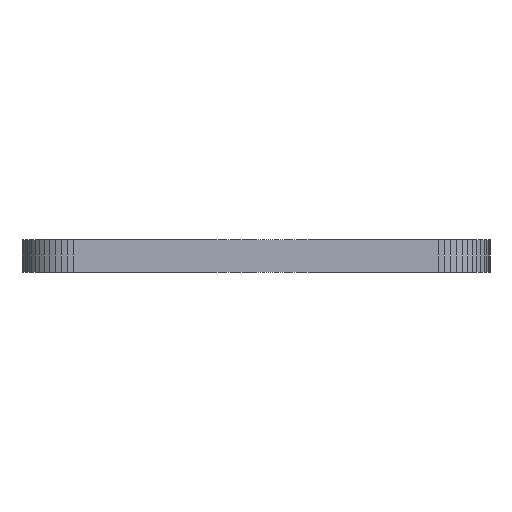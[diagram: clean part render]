
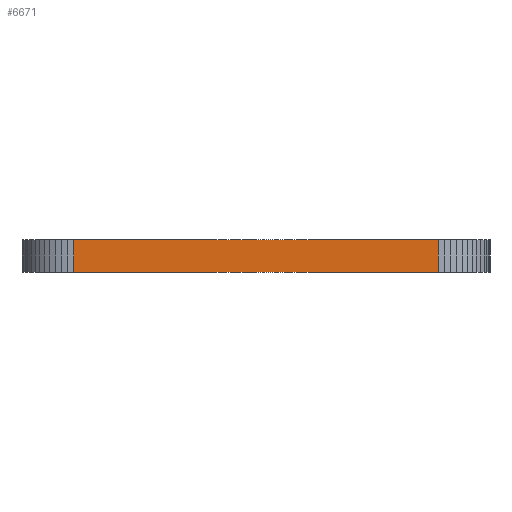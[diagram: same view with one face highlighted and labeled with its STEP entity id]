
A CAD part, front view. The second image highlights one B-rep face of the part: STEP entity #6671.
In plain terms, the highlighted planar face has unit normal (0, -1, 0).
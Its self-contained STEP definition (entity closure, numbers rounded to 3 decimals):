
#90 = PLANE('',#91);
#91 = AXIS2_PLACEMENT_3D('',#92,#93,#94);
#92 = CARTESIAN_POINT('',(148.501,-105.004,1.6));
#93 = DIRECTION('',(-0.,-0.,-1.));
#94 = DIRECTION('',(-1.,0.,0.));
#144 = PLANE('',#145);
#145 = AXIS2_PLACEMENT_3D('',#146,#147,#148);
#146 = CARTESIAN_POINT('',(148.501,-105.004,0.));
#147 = DIRECTION('',(-0.,-0.,-1.));
#148 = DIRECTION('',(-1.,0.,0.));
#953 = VERTEX_POINT('',#954);
#954 = CARTESIAN_POINT('',(157.391,-134.849,0.));
#968 = PLANE('',#969);
#969 = AXIS2_PLACEMENT_3D('',#970,#971,#972);
#970 = CARTESIAN_POINT('',(157.697,-134.83,0.));
#971 = DIRECTION('',(0.06,-0.998,0.));
#972 = DIRECTION('',(-0.998,-0.06,0.));
#980 = EDGE_CURVE('',#953,#981,#983,.T.);
#981 = VERTEX_POINT('',#982);
#982 = CARTESIAN_POINT('',(139.611,-134.849,0.));
#983 = SURFACE_CURVE('',#984,(#988,#995),.PCURVE_S1.);
#984 = LINE('',#985,#986);
#985 = CARTESIAN_POINT('',(157.391,-134.849,0.));
#986 = VECTOR('',#987,1.);
#987 = DIRECTION('',(-1.,0.,0.));
#988 = PCURVE('',#144,#989);
#989 = DEFINITIONAL_REPRESENTATION('',(#990),#994);
#990 = LINE('',#991,#992);
#991 = CARTESIAN_POINT('',(-8.89,-29.845));
#992 = VECTOR('',#993,1.);
#993 = DIRECTION('',(1.,0.));
#994 = ( GEOMETRIC_REPRESENTATION_CONTEXT(2) 
PARAMETRIC_REPRESENTATION_CONTEXT() REPRESENTATION_CONTEXT('2D SPACE',''
  ) );
#995 = PCURVE('',#996,#1001);
#996 = PLANE('',#997);
#997 = AXIS2_PLACEMENT_3D('',#998,#999,#1000);
#998 = CARTESIAN_POINT('',(157.391,-134.849,0.));
#999 = DIRECTION('',(0.,-1.,0.));
#1000 = DIRECTION('',(-1.,0.,0.));
#1001 = DEFINITIONAL_REPRESENTATION('',(#1002),#1006);
#1002 = LINE('',#1003,#1004);
#1003 = CARTESIAN_POINT('',(0.,-0.));
#1004 = VECTOR('',#1005,1.);
#1005 = DIRECTION('',(1.,0.));
#1006 = ( GEOMETRIC_REPRESENTATION_CONTEXT(2) 
PARAMETRIC_REPRESENTATION_CONTEXT() REPRESENTATION_CONTEXT('2D SPACE',''
  ) );
#1024 = PLANE('',#1025);
#1025 = AXIS2_PLACEMENT_3D('',#1026,#1027,#1028);
#1026 = CARTESIAN_POINT('',(139.611,-134.849,0.));
#1027 = DIRECTION('',(-0.06,-0.998,0.));
#1028 = DIRECTION('',(-0.998,0.06,0.));
#3581 = VERTEX_POINT('',#3582);
#3582 = CARTESIAN_POINT('',(157.391,-134.849,1.6));
#3603 = EDGE_CURVE('',#3581,#3604,#3606,.T.);
#3604 = VERTEX_POINT('',#3605);
#3605 = CARTESIAN_POINT('',(139.611,-134.849,1.6));
#3606 = SURFACE_CURVE('',#3607,(#3611,#3618),.PCURVE_S1.);
#3607 = LINE('',#3608,#3609);
#3608 = CARTESIAN_POINT('',(157.391,-134.849,1.6));
#3609 = VECTOR('',#3610,1.);
#3610 = DIRECTION('',(-1.,0.,0.));
#3611 = PCURVE('',#90,#3612);
#3612 = DEFINITIONAL_REPRESENTATION('',(#3613),#3617);
#3613 = LINE('',#3614,#3615);
#3614 = CARTESIAN_POINT('',(-8.89,-29.845));
#3615 = VECTOR('',#3616,1.);
#3616 = DIRECTION('',(1.,0.));
#3617 = ( GEOMETRIC_REPRESENTATION_CONTEXT(2) 
PARAMETRIC_REPRESENTATION_CONTEXT() REPRESENTATION_CONTEXT('2D SPACE',''
  ) );
#3618 = PCURVE('',#996,#3619);
#3619 = DEFINITIONAL_REPRESENTATION('',(#3620),#3624);
#3620 = LINE('',#3621,#3622);
#3621 = CARTESIAN_POINT('',(0.,-1.6));
#3622 = VECTOR('',#3623,1.);
#3623 = DIRECTION('',(1.,0.));
#3624 = ( GEOMETRIC_REPRESENTATION_CONTEXT(2) 
PARAMETRIC_REPRESENTATION_CONTEXT() REPRESENTATION_CONTEXT('2D SPACE',''
  ) );
#6623 = EDGE_CURVE('',#953,#3581,#6624,.T.);
#6624 = SURFACE_CURVE('',#6625,(#6629,#6636),.PCURVE_S1.);
#6625 = LINE('',#6626,#6627);
#6626 = CARTESIAN_POINT('',(157.391,-134.849,0.));
#6627 = VECTOR('',#6628,1.);
#6628 = DIRECTION('',(0.,0.,1.));
#6629 = PCURVE('',#968,#6630);
#6630 = DEFINITIONAL_REPRESENTATION('',(#6631),#6635);
#6631 = LINE('',#6632,#6633);
#6632 = CARTESIAN_POINT('',(0.307,0.));
#6633 = VECTOR('',#6634,1.);
#6634 = DIRECTION('',(0.,-1.));
#6635 = ( GEOMETRIC_REPRESENTATION_CONTEXT(2) 
PARAMETRIC_REPRESENTATION_CONTEXT() REPRESENTATION_CONTEXT('2D SPACE',''
  ) );
#6636 = PCURVE('',#996,#6637);
#6637 = DEFINITIONAL_REPRESENTATION('',(#6638),#6642);
#6638 = LINE('',#6639,#6640);
#6639 = CARTESIAN_POINT('',(0.,-0.));
#6640 = VECTOR('',#6641,1.);
#6641 = DIRECTION('',(0.,-1.));
#6642 = ( GEOMETRIC_REPRESENTATION_CONTEXT(2) 
PARAMETRIC_REPRESENTATION_CONTEXT() REPRESENTATION_CONTEXT('2D SPACE',''
  ) );
#6671 = ADVANCED_FACE('',(#6672),#996,.T.);
#6672 = FACE_BOUND('',#6673,.T.);
#6673 = EDGE_LOOP('',(#6674,#6675,#6676,#6697));
#6674 = ORIENTED_EDGE('',*,*,#6623,.T.);
#6675 = ORIENTED_EDGE('',*,*,#3603,.T.);
#6676 = ORIENTED_EDGE('',*,*,#6677,.F.);
#6677 = EDGE_CURVE('',#981,#3604,#6678,.T.);
#6678 = SURFACE_CURVE('',#6679,(#6683,#6690),.PCURVE_S1.);
#6679 = LINE('',#6680,#6681);
#6680 = CARTESIAN_POINT('',(139.611,-134.849,0.));
#6681 = VECTOR('',#6682,1.);
#6682 = DIRECTION('',(0.,0.,1.));
#6683 = PCURVE('',#996,#6684);
#6684 = DEFINITIONAL_REPRESENTATION('',(#6685),#6689);
#6685 = LINE('',#6686,#6687);
#6686 = CARTESIAN_POINT('',(17.78,0.));
#6687 = VECTOR('',#6688,1.);
#6688 = DIRECTION('',(0.,-1.));
#6689 = ( GEOMETRIC_REPRESENTATION_CONTEXT(2) 
PARAMETRIC_REPRESENTATION_CONTEXT() REPRESENTATION_CONTEXT('2D SPACE',''
  ) );
#6690 = PCURVE('',#1024,#6691);
#6691 = DEFINITIONAL_REPRESENTATION('',(#6692),#6696);
#6692 = LINE('',#6693,#6694);
#6693 = CARTESIAN_POINT('',(0.,0.));
#6694 = VECTOR('',#6695,1.);
#6695 = DIRECTION('',(0.,-1.));
#6696 = ( GEOMETRIC_REPRESENTATION_CONTEXT(2) 
PARAMETRIC_REPRESENTATION_CONTEXT() REPRESENTATION_CONTEXT('2D SPACE',''
  ) );
#6697 = ORIENTED_EDGE('',*,*,#980,.F.);
